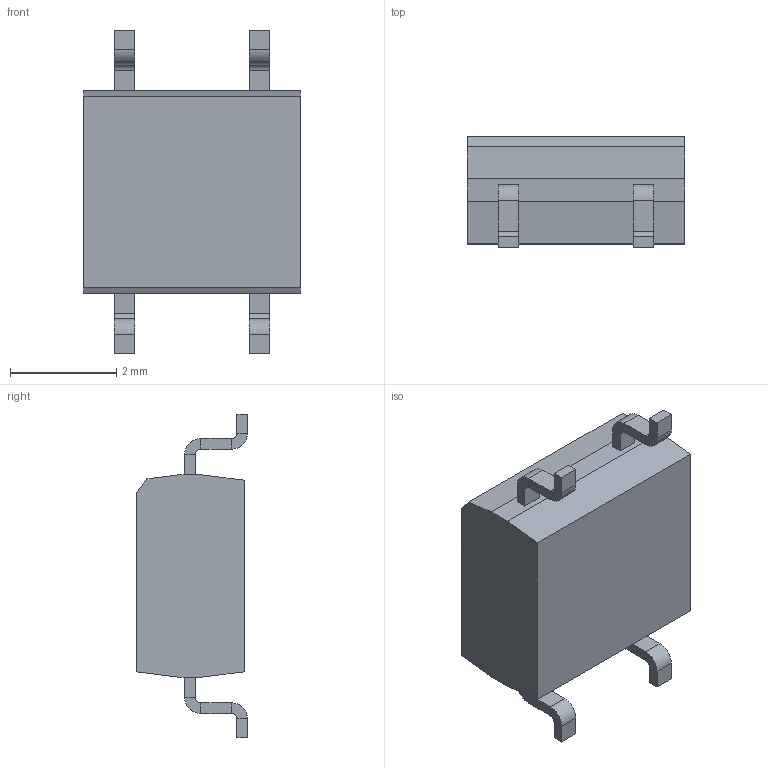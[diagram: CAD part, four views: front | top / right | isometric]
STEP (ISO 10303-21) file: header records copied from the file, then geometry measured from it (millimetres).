
FILE_DESCRIPTION (( 'STEP AP214' ), '1' );
FILE_NAME ('CPC10xx.STEP', '2020-07-05T07:57:46', ( '' ), ( '' ), 'SwSTEP 2.0', 'SolidWorks 2018', '' );
FILE_SCHEMA (( 'AUTOMOTIVE_DESIGN' ));
Length unit declared in the file: millimetre
Products named in the file (1): CPC10xx
Bounding box: 4.09 x 2.09 x 6.1 mm (x, y, z)
Volume: 31.5 mm3; surface area: 70.2 mm2
Topology: 1 solids, 1 shells, 98 faces, 209 edges, 118 vertices
Faces by surface type: plane 80, cylinder 18
Entity records: 3649 total; most frequent: DIRECTION 443, CARTESIAN_POINT 426, ORIENTED_EDGE 418, EDGE_CURVE 209, LINE 173, VECTOR 173, AXIS2_PLACEMENT_3D 135, VERTEX_POINT 118
